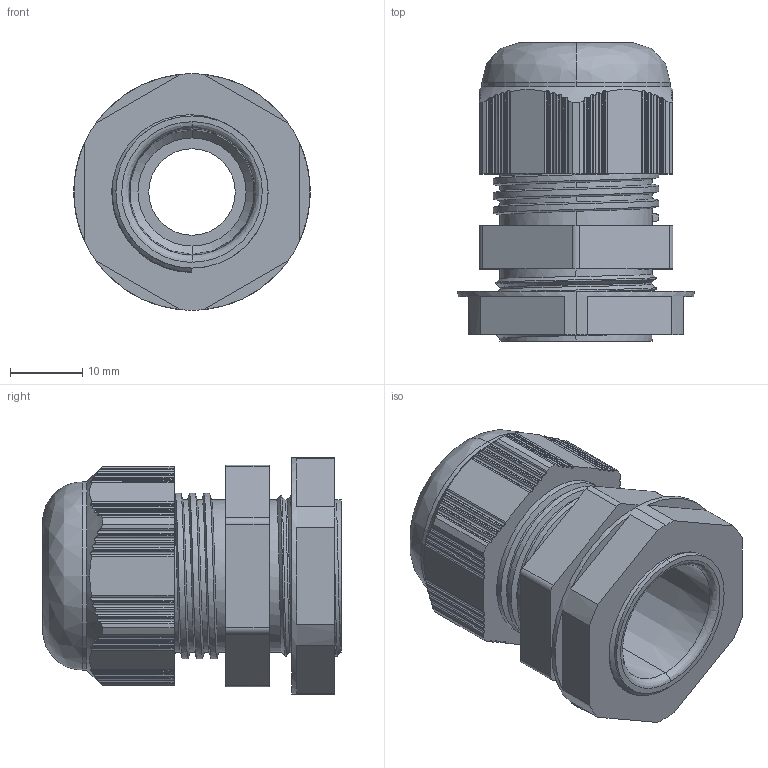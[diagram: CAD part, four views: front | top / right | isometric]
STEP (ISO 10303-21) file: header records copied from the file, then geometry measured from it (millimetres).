
FILE_DESCRIPTION (( 'STEP AP203' ), '1' );
FILE_NAME ('9004.STEP', '2020-07-29T07:14:01', ( '' ), ( '' ), 'SwSTEP 2.0', 'SolidWorks 2011', '' );
FILE_SCHEMA (( 'CONFIG_CONTROL_DESIGN' ));
Length unit declared in the file: millimetre
Products named in the file (1): 9004
Bounding box: 32.8 x 41.38 x 32.8 mm (x, y, z)
Volume: 14313 mm3; surface area: 8523.8 mm2
Topology: 1 solids, 1 shells, 399 faces, 1156 edges, 767 vertices
Faces by surface type: cylinder 252, plane 122, bspline 17, cone 8
Entity records: 16508 total; most frequent: CARTESIAN_POINT 6254, ORIENTED_EDGE 2312, DIRECTION 1972, EDGE_CURVE 1156, VERTEX_POINT 767, AXIS2_PLACEMENT_3D 722, LINE 528, VECTOR 528
